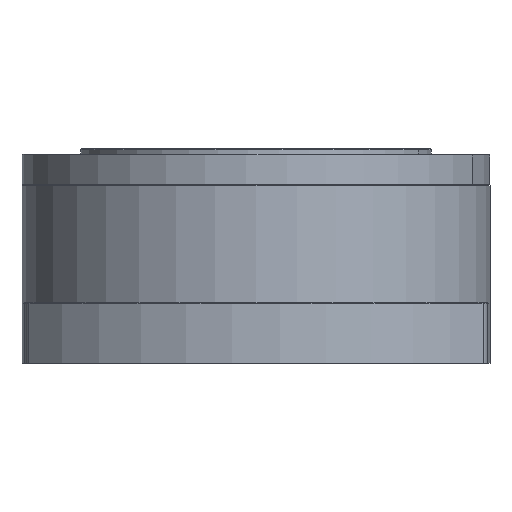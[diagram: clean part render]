
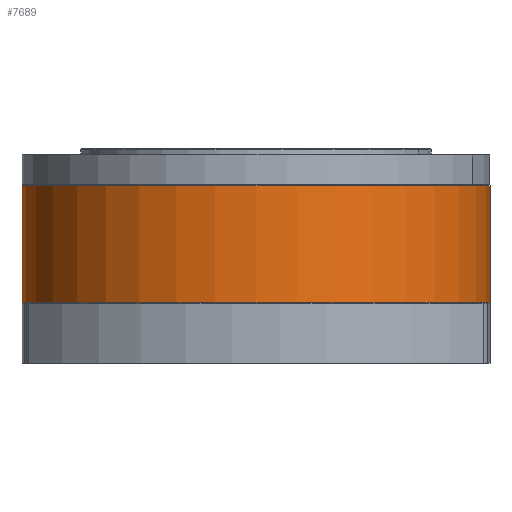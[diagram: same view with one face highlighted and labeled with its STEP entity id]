
A CAD part, front view. The second image highlights one B-rep face of the part: STEP entity #7689.
In plain terms, the highlighted cylindrical face has radius 60 mm (diameter 120 mm), a partial arc.
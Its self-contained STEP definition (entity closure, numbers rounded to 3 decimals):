
#861 = ORIENTED_EDGE ( 'NONE', *, *, #11521, .F. ) ;
#1015 = EDGE_LOOP ( 'NONE', ( #13187, #3871, #6560, #861 ) ) ;
#1865 = DIRECTION ( 'NONE',  ( 0., -1., 0. ) ) ;
#2432 = EDGE_CURVE ( 'NONE', #4069, #11462, #3466, .T. ) ;
#3041 = DIRECTION ( 'NONE',  ( 0., 0., -1. ) ) ;
#3466 = CIRCLE ( 'NONE', #8519, 60. ) ;
#3871 = ORIENTED_EDGE ( 'NONE', *, *, #13470, .T. ) ;
#4069 = VERTEX_POINT ( 'NONE', #7768 ) ;
#4158 = DIRECTION ( 'NONE',  ( 0., -1., 0. ) ) ;
#4280 = LINE ( 'NONE', #10612, #5657 ) ;
#4919 = CARTESIAN_POINT ( 'NONE',  ( 0., 0., -60. ) ) ;
#5531 = CARTESIAN_POINT ( 'NONE',  ( 0., 0., 0. ) ) ;
#5621 = CIRCLE ( 'NONE', #9133, 60. ) ;
#5657 = VECTOR ( 'NONE', #4158, 1000. ) ;
#5879 = VECTOR ( 'NONE', #5950, 1000. ) ;
#5950 = DIRECTION ( 'NONE',  ( 0., -1., 0. ) ) ;
#6086 = AXIS2_PLACEMENT_3D ( 'NONE', #5531, #6482, #10768 ) ;
#6206 = CARTESIAN_POINT ( 'NONE',  ( 0., 30., 0. ) ) ;
#6482 = DIRECTION ( 'NONE',  ( 0., -1., 0. ) ) ;
#6560 = ORIENTED_EDGE ( 'NONE', *, *, #6837, .F. ) ;
#6837 = EDGE_CURVE ( 'NONE', #8840, #9725, #5621, .T. ) ;
#6872 = DIRECTION ( 'NONE',  ( 0., -1., 0. ) ) ;
#7689 = ADVANCED_FACE ( 'NONE', ( #8618 ), #9660, .T. ) ;
#7768 = CARTESIAN_POINT ( 'NONE',  ( 0., 30., -60. ) ) ;
#7935 = LINE ( 'NONE', #4919, #5879 ) ;
#8036 = DIRECTION ( 'NONE',  ( 0., 0., -1. ) ) ;
#8519 = AXIS2_PLACEMENT_3D ( 'NONE', #6206, #1865, #3041 ) ;
#8618 = FACE_OUTER_BOUND ( 'NONE', #1015, .T. ) ;
#8840 = VERTEX_POINT ( 'NONE', #12311 ) ;
#9076 = CARTESIAN_POINT ( 'NONE',  ( 0., 0., 0. ) ) ;
#9133 = AXIS2_PLACEMENT_3D ( 'NONE', #9076, #6872, #8036 ) ;
#9660 = CYLINDRICAL_SURFACE ( 'NONE', #6086, 60. ) ;
#9725 = VERTEX_POINT ( 'NONE', #9982 ) ;
#9982 = CARTESIAN_POINT ( 'NONE',  ( 0., 0., 60. ) ) ;
#10612 = CARTESIAN_POINT ( 'NONE',  ( 0., 0., 60. ) ) ;
#10768 = DIRECTION ( 'NONE',  ( 0., 0., -1. ) ) ;
#11105 = CARTESIAN_POINT ( 'NONE',  ( 0., 30., 60. ) ) ;
#11462 = VERTEX_POINT ( 'NONE', #11105 ) ;
#11521 = EDGE_CURVE ( 'NONE', #4069, #8840, #7935, .T. ) ;
#12311 = CARTESIAN_POINT ( 'NONE',  ( 0., 0., -60. ) ) ;
#13187 = ORIENTED_EDGE ( 'NONE', *, *, #2432, .T. ) ;
#13470 = EDGE_CURVE ( 'NONE', #11462, #9725, #4280, .T. ) ;
